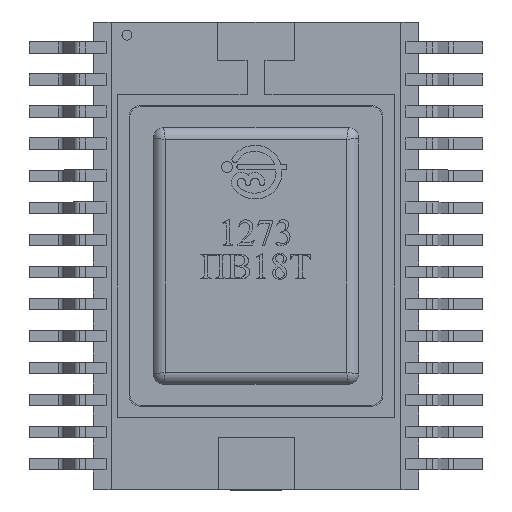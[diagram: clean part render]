
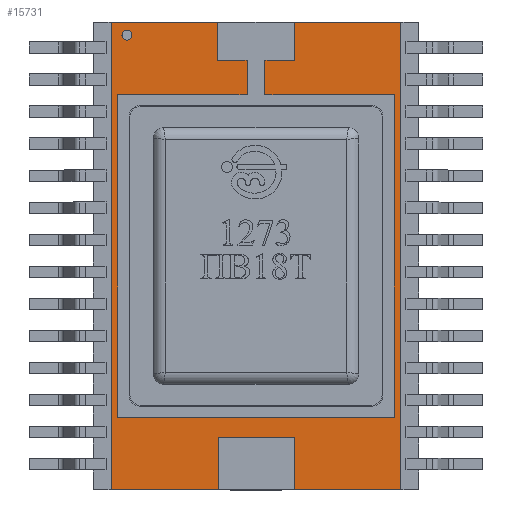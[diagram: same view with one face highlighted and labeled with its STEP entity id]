
A CAD part, top view. The second image highlights one B-rep face of the part: STEP entity #15731.
In plain terms, the highlighted planar face has unit normal (0, 0, 1).
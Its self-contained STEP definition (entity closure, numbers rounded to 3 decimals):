
#229=CIRCLE('',#16382,0.196);
#691=ORIENTED_EDGE('',*,*,#4160,.T.);
#692=ORIENTED_EDGE('',*,*,#4161,.T.);
#693=ORIENTED_EDGE('',*,*,#4162,.T.);
#694=ORIENTED_EDGE('',*,*,#4163,.T.);
#695=ORIENTED_EDGE('',*,*,#4164,.T.);
#696=ORIENTED_EDGE('',*,*,#4165,.F.);
#697=ORIENTED_EDGE('',*,*,#4166,.F.);
#698=ORIENTED_EDGE('',*,*,#4167,.T.);
#699=ORIENTED_EDGE('',*,*,#4168,.F.);
#700=ORIENTED_EDGE('',*,*,#4169,.F.);
#701=ORIENTED_EDGE('',*,*,#4170,.F.);
#702=ORIENTED_EDGE('',*,*,#4171,.F.);
#703=ORIENTED_EDGE('',*,*,#4172,.F.);
#704=ORIENTED_EDGE('',*,*,#4173,.T.);
#705=ORIENTED_EDGE('',*,*,#4174,.F.);
#706=ORIENTED_EDGE('',*,*,#4175,.F.);
#707=ORIENTED_EDGE('',*,*,#4176,.T.);
#708=ORIENTED_EDGE('',*,*,#4177,.T.);
#709=ORIENTED_EDGE('',*,*,#4178,.T.);
#710=ORIENTED_EDGE('',*,*,#4179,.F.);
#711=ORIENTED_EDGE('',*,*,#4180,.T.);
#4160=EDGE_CURVE('',#5894,#5894,#229,.T.);
#4161=EDGE_CURVE('',#5895,#5896,#6984,.T.);
#4162=EDGE_CURVE('',#5896,#5897,#6985,.T.);
#4163=EDGE_CURVE('',#5897,#5898,#6986,.T.);
#4164=EDGE_CURVE('',#5898,#5899,#6987,.T.);
#4165=EDGE_CURVE('',#5900,#5899,#6988,.T.);
#4166=EDGE_CURVE('',#5901,#5900,#6989,.T.);
#4167=EDGE_CURVE('',#5901,#5902,#6990,.T.);
#4168=EDGE_CURVE('',#5903,#5902,#6991,.T.);
#4169=EDGE_CURVE('',#5904,#5903,#6992,.T.);
#4170=EDGE_CURVE('',#5905,#5904,#6993,.T.);
#4171=EDGE_CURVE('',#5906,#5905,#6994,.T.);
#4172=EDGE_CURVE('',#5907,#5906,#6995,.T.);
#4173=EDGE_CURVE('',#5907,#5908,#6996,.T.);
#4174=EDGE_CURVE('',#5909,#5908,#6997,.T.);
#4175=EDGE_CURVE('',#5910,#5909,#6998,.T.);
#4176=EDGE_CURVE('',#5910,#5911,#6999,.T.);
#4177=EDGE_CURVE('',#5911,#5912,#7000,.T.);
#4178=EDGE_CURVE('',#5912,#5913,#7001,.T.);
#4179=EDGE_CURVE('',#5914,#5913,#7002,.T.);
#4180=EDGE_CURVE('',#5914,#5895,#7003,.T.);
#5894=VERTEX_POINT('',#20993);
#5895=VERTEX_POINT('',#20995);
#5896=VERTEX_POINT('',#20996);
#5897=VERTEX_POINT('',#20998);
#5898=VERTEX_POINT('',#21000);
#5899=VERTEX_POINT('',#21002);
#5900=VERTEX_POINT('',#21004);
#5901=VERTEX_POINT('',#21006);
#5902=VERTEX_POINT('',#21008);
#5903=VERTEX_POINT('',#21010);
#5904=VERTEX_POINT('',#21012);
#5905=VERTEX_POINT('',#21014);
#5906=VERTEX_POINT('',#21016);
#5907=VERTEX_POINT('',#21018);
#5908=VERTEX_POINT('',#21020);
#5909=VERTEX_POINT('',#21022);
#5910=VERTEX_POINT('',#21024);
#5911=VERTEX_POINT('',#21026);
#5912=VERTEX_POINT('',#21028);
#5913=VERTEX_POINT('',#21030);
#5914=VERTEX_POINT('',#21032);
#6984=LINE('',#20994,#8355);
#6985=LINE('',#20997,#8356);
#6986=LINE('',#20999,#8357);
#6987=LINE('',#21001,#8358);
#6988=LINE('',#21003,#8359);
#6989=LINE('',#21005,#8360);
#6990=LINE('',#21007,#8361);
#6991=LINE('',#21009,#8362);
#6992=LINE('',#21011,#8363);
#6993=LINE('',#21013,#8364);
#6994=LINE('',#21015,#8365);
#6995=LINE('',#21017,#8366);
#6996=LINE('',#21019,#8367);
#6997=LINE('',#21021,#8368);
#6998=LINE('',#21023,#8369);
#6999=LINE('',#21025,#8370);
#7000=LINE('',#21027,#8371);
#7001=LINE('',#21029,#8372);
#7002=LINE('',#21031,#8373);
#7003=LINE('',#21033,#8374);
#8355=VECTOR('',#17362,1000.);
#8356=VECTOR('',#17363,1000.);
#8357=VECTOR('',#17364,1000.);
#8358=VECTOR('',#17365,1000.);
#8359=VECTOR('',#17366,1000.);
#8360=VECTOR('',#17367,1000.);
#8361=VECTOR('',#17368,1000.);
#8362=VECTOR('',#17369,1000.);
#8363=VECTOR('',#17370,1000.);
#8364=VECTOR('',#17371,1000.);
#8365=VECTOR('',#17372,1000.);
#8366=VECTOR('',#17373,1000.);
#8367=VECTOR('',#17374,1000.);
#8368=VECTOR('',#17375,1000.);
#8369=VECTOR('',#17376,1000.);
#8370=VECTOR('',#17377,1000.);
#8371=VECTOR('',#17378,1000.);
#8372=VECTOR('',#17379,1000.);
#8373=VECTOR('',#17380,1000.);
#8374=VECTOR('',#17381,1000.);
#9668=EDGE_LOOP('',(#691));
#9669=EDGE_LOOP('',(#692,#693,#694,#695,#696,#697,#698,#699,#700,#701,#702,
#703,#704,#705,#706,#707,#708,#709,#710,#711));
#10311=FACE_BOUND('',#9668,.T.);
#10312=FACE_BOUND('',#9669,.T.);
#10943=PLANE('',#16381);
#15731=ADVANCED_FACE('',(#10311,#10312),#10943,.T.);
#16381=AXIS2_PLACEMENT_3D('',#20991,#17358,#17359);
#16382=AXIS2_PLACEMENT_3D('',#20992,#17360,#17361);
#17358=DIRECTION('',(0.,0.,1.));
#17359=DIRECTION('',(1.,0.,0.));
#17360=DIRECTION('',(0.,0.,-1.));
#17361=DIRECTION('',(-1.,0.,0.));
#17362=DIRECTION('',(0.,-1.,0.));
#17363=DIRECTION('',(1.,0.,0.));
#17364=DIRECTION('',(0.,1.,0.));
#17365=DIRECTION('',(-1.,0.,0.));
#17366=DIRECTION('',(0.,1.,0.));
#17367=DIRECTION('',(1.,0.,0.));
#17368=DIRECTION('',(0.,-1.,0.));
#17369=DIRECTION('',(-1.,0.,0.));
#17370=DIRECTION('',(0.,1.,0.));
#17371=DIRECTION('',(1.,0.,0.));
#17372=DIRECTION('',(0.,-1.,0.));
#17373=DIRECTION('',(-1.,0.,0.));
#17374=DIRECTION('',(0.,1.,0.));
#17375=DIRECTION('',(1.,0.,0.));
#17376=DIRECTION('',(0.,-1.,0.));
#17377=DIRECTION('',(-1.,0.,0.));
#17378=DIRECTION('',(0.,-1.,0.));
#17379=DIRECTION('',(1.,0.,0.));
#17380=DIRECTION('',(0.,-1.,0.));
#17381=DIRECTION('',(1.,0.,0.));
#20991=CARTESIAN_POINT('',(0.,0.,2.067));
#20992=CARTESIAN_POINT('',(-5.033,8.613,2.067));
#20993=CARTESIAN_POINT('',(-5.229,8.613,2.067));
#20994=CARTESIAN_POINT('',(1.515,-7.092,2.067));
#20995=CARTESIAN_POINT('',(1.515,-7.092,2.067));
#20996=CARTESIAN_POINT('',(1.515,-9.125,2.067));
#20997=CARTESIAN_POINT('',(-5.65,-9.125,2.067));
#20998=CARTESIAN_POINT('',(5.65,-9.125,2.067));
#20999=CARTESIAN_POINT('',(5.65,9.125,2.067));
#21000=CARTESIAN_POINT('',(5.65,9.125,2.067));
#21001=CARTESIAN_POINT('',(5.65,9.125,2.067));
#21002=CARTESIAN_POINT('',(1.5,9.125,2.067));
#21003=CARTESIAN_POINT('',(1.5,7.625,2.067));
#21004=CARTESIAN_POINT('',(1.5,7.625,2.067));
#21005=CARTESIAN_POINT('',(0.35,7.625,2.067));
#21006=CARTESIAN_POINT('',(0.35,7.625,2.067));
#21007=CARTESIAN_POINT('',(0.35,7.625,2.067));
#21008=CARTESIAN_POINT('',(0.35,6.293,2.067));
#21009=CARTESIAN_POINT('',(-0.35,6.293,2.067));
#21010=CARTESIAN_POINT('',(5.399,6.293,2.067));
#21011=CARTESIAN_POINT('',(5.399,-6.293,2.067));
#21012=CARTESIAN_POINT('',(5.399,-6.293,2.067));
#21013=CARTESIAN_POINT('',(-5.399,-6.293,2.067));
#21014=CARTESIAN_POINT('',(-5.399,-6.293,2.067));
#21015=CARTESIAN_POINT('',(-5.399,6.293,2.067));
#21016=CARTESIAN_POINT('',(-5.399,6.293,2.067));
#21017=CARTESIAN_POINT('',(-0.35,6.293,2.067));
#21018=CARTESIAN_POINT('',(-0.35,6.293,2.067));
#21019=CARTESIAN_POINT('',(-0.35,6.293,2.067));
#21020=CARTESIAN_POINT('',(-0.35,7.625,2.067));
#21021=CARTESIAN_POINT('',(0.35,7.625,2.067));
#21022=CARTESIAN_POINT('',(-1.5,7.625,2.067));
#21023=CARTESIAN_POINT('',(-1.5,9.125,2.067));
#21024=CARTESIAN_POINT('',(-1.5,9.125,2.067));
#21025=CARTESIAN_POINT('',(5.65,9.125,2.067));
#21026=CARTESIAN_POINT('',(-5.65,9.125,2.067));
#21027=CARTESIAN_POINT('',(-5.65,9.125,2.067));
#21028=CARTESIAN_POINT('',(-5.65,-9.125,2.067));
#21029=CARTESIAN_POINT('',(-5.65,-9.125,2.067));
#21030=CARTESIAN_POINT('',(-1.468,-9.125,2.067));
#21031=CARTESIAN_POINT('',(-1.468,-9.125,2.067));
#21032=CARTESIAN_POINT('',(-1.468,-7.092,2.067));
#21033=CARTESIAN_POINT('',(-1.,-7.092,2.067));
